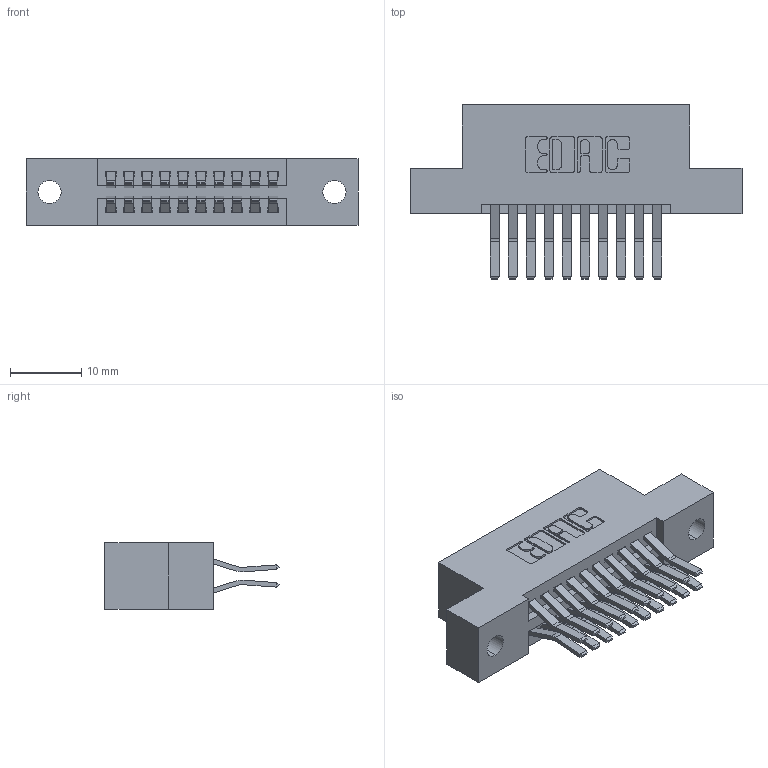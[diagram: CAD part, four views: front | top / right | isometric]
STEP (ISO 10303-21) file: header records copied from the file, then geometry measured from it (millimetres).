
FILE_DESCRIPTION (( 'STEP AP203' ), '1' );
FILE_NAME ('395-020-560-202.STEP', '2019-10-15T22:14:43', ( '' ), ( '' ), 'SwSTEP 2.0', 'SolidWorks 2016', '' );
FILE_SCHEMA (( 'CONFIG_CONTROL_DESIGN' ));
Length unit declared in the file: inch
Products named in the file (3): 345 Part_Flush Mounting Lugs - 0.128 Dia; 345-292-001_560 Tail; 395-020-560-202
Assembly tree (21 placements, depth 2):
  395-020-560-202
    345 Part_Flush Mounting Lugs - 0.128 Dia
    345-292-001_560 Tail  x20
Bounding box: 46.61 x 24.45 x 9.4 mm (x, y, z)
Volume: 4325 mm3; surface area: 5837.8 mm2
Topology: 21 solids, 21 shells, 1166 faces, 3441 edges, 2266 vertices
Faces by surface type: plane 740, cylinder 426
Entity records: 12245 total; most frequent: CARTESIAN_POINT 2084, ORIENTED_EDGE 2018, DIRECTION 1881, EDGE_CURVE 1009, VECTOR 833, LINE 833, VERTEX_POINT 670, AXIS2_PLACEMENT_3D 524
